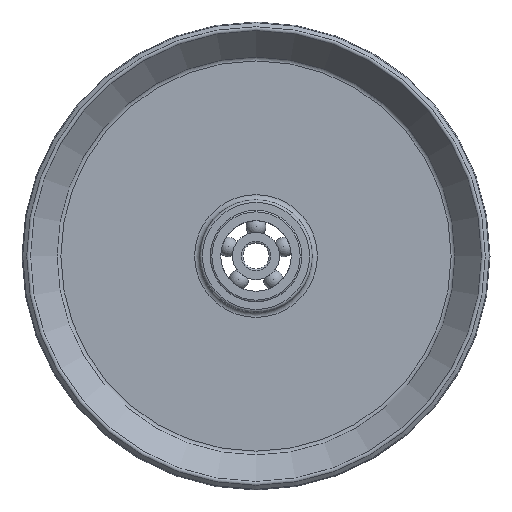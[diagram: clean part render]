
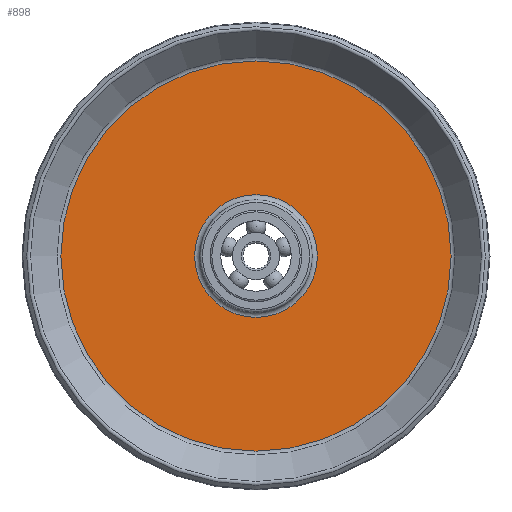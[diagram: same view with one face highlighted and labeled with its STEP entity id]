
A CAD part, top view. The second image highlights one B-rep face of the part: STEP entity #898.
In plain terms, the highlighted planar face has unit normal (0, 0, 1).
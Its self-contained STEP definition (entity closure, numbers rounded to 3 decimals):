
#123=FACE_BOUND('',#210,.T.);
#141=PLANE('',#1028);
#154=FACE_OUTER_BOUND('',#209,.T.);
#209=EDGE_LOOP('',(#612));
#210=EDGE_LOOP('',(#613));
#281=CIRCLE('',#1027,23.5);
#282=CIRCLE('',#1029,74.704);
#362=VERTEX_POINT('',#1479);
#363=VERTEX_POINT('',#1483);
#461=EDGE_CURVE('',#362,#362,#281,.T.);
#462=EDGE_CURVE('',#363,#363,#282,.T.);
#612=ORIENTED_EDGE('',*,*,#462,.F.);
#613=ORIENTED_EDGE('',*,*,#461,.T.);
#898=ADVANCED_FACE('',(#154,#123),#141,.T.);
#1027=AXIS2_PLACEMENT_3D('',#1481,#1191,#1192);
#1028=AXIS2_PLACEMENT_3D('',#1482,#1193,#1194);
#1029=AXIS2_PLACEMENT_3D('',#1484,#1195,#1196);
#1191=DIRECTION('center_axis',(0.,0.,-1.));
#1192=DIRECTION('ref_axis',(1.,0.,0.));
#1193=DIRECTION('center_axis',(0.,0.,1.));
#1194=DIRECTION('ref_axis',(1.,0.,0.));
#1195=DIRECTION('center_axis',(0.,0.,-1.));
#1196=DIRECTION('ref_axis',(1.,0.,0.));
#1479=CARTESIAN_POINT('',(23.5,0.,2.));
#1481=CARTESIAN_POINT('Origin',(0.,0.,2.));
#1482=CARTESIAN_POINT('Origin',(-74.704,0.,2.));
#1483=CARTESIAN_POINT('',(74.704,0.,2.));
#1484=CARTESIAN_POINT('Origin',(0.,0.,2.));
